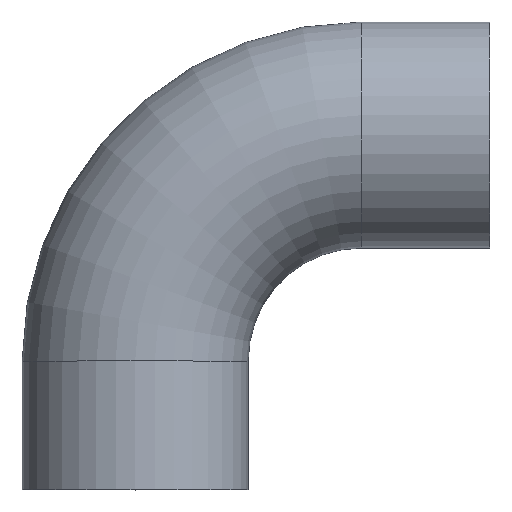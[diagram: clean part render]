
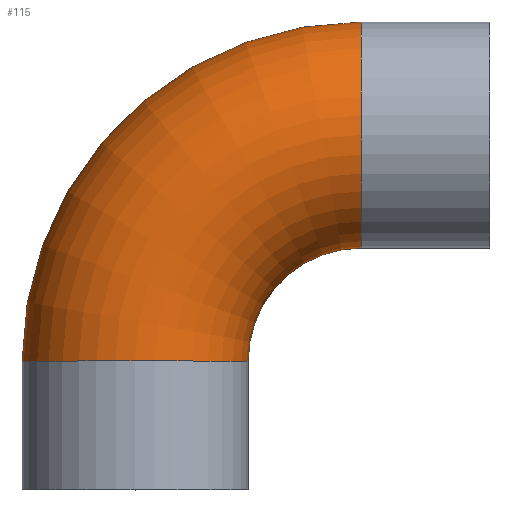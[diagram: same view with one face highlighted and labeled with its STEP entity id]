
A CAD part, top view. The second image highlights one B-rep face of the part: STEP entity #115.
In plain terms, the highlighted toroidal (fillet/blend) face has major radius 225 mm and minor radius 112.5 mm.
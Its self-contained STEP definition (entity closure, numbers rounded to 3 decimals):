
#89 = VERTEX_POINT( '', #226 );
#99 = EDGE_CURVE( '', #103, #89, #236, .T. );
#103 = VERTEX_POINT( '', #241 );
#115 = ADVANCED_FACE( '', ( #256 ), #257, .T. );
#147 = VERTEX_POINT( '', #294 );
#149 = VERTEX_POINT( '', #296 );
#153 = EDGE_CURVE( '', #149, #147, #300, .T. );
#155 = EDGE_CURVE( '', #103, #147, #302, .T. );
#197 = EDGE_CURVE( '', #89, #149, #347, .T. );
#226 = CARTESIAN_POINT( '', ( -112.5, 128., 0. ) );
#236 = CIRCLE( '', #379, 337.5 );
#241 = CARTESIAN_POINT( '', ( 225., 465.5, 0. ) );
#256 = FACE_OUTER_BOUND( '', #400, .T. );
#257 = TOROIDAL_SURFACE( '', #401, 225., 112.5 );
#294 = CARTESIAN_POINT( '', ( 225., 240.5, 0. ) );
#296 = CARTESIAN_POINT( '', ( 112.5, 128., 0. ) );
#300 = CIRCLE( '', #456, 112.5 );
#302 = CIRCLE( '', #459, 112.5 );
#347 = CIRCLE( '', #522, 112.5 );
#379 = AXIS2_PLACEMENT_3D( '', #548, #549, #550 );
#400 = EDGE_LOOP( '', ( #586, #587, #588, #589 ) );
#401 = AXIS2_PLACEMENT_3D( '', #590, #591, #592 );
#456 = AXIS2_PLACEMENT_3D( '', #648, #649, #650 );
#459 = AXIS2_PLACEMENT_3D( '', #651, #652, #653 );
#522 = AXIS2_PLACEMENT_3D( '', #704, #705, #706 );
#548 = CARTESIAN_POINT( '', ( 225., 128., 0. ) );
#549 = DIRECTION( '', ( 0., 0., 1. ) );
#550 = DIRECTION( '', ( 1., 0., 0. ) );
#586 = ORIENTED_EDGE( '', *, *, #99, .T. );
#587 = ORIENTED_EDGE( '', *, *, #197, .T. );
#588 = ORIENTED_EDGE( '', *, *, #153, .T. );
#589 = ORIENTED_EDGE( '', *, *, #155, .F. );
#590 = CARTESIAN_POINT( '', ( 225., 128., 0. ) );
#591 = DIRECTION( '', ( 0., 0., 1. ) );
#592 = DIRECTION( '', ( 1., 0., 0. ) );
#648 = CARTESIAN_POINT( '', ( 225., 128., 0. ) );
#649 = DIRECTION( '', ( 0., 0., -1. ) );
#650 = DIRECTION( '', ( 1., 0., 0. ) );
#651 = CARTESIAN_POINT( '', ( 225., 353., 0. ) );
#652 = DIRECTION( '', ( 1., 0., 0. ) );
#653 = DIRECTION( '', ( 0., -1., 0. ) );
#704 = CARTESIAN_POINT( '', ( 0., 128., 0. ) );
#705 = DIRECTION( '', ( 0., 1., 0. ) );
#706 = DIRECTION( '', ( 1., 0., 0. ) );
